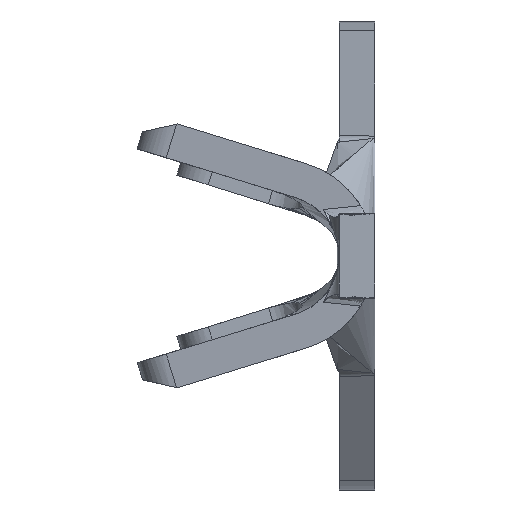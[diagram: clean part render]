
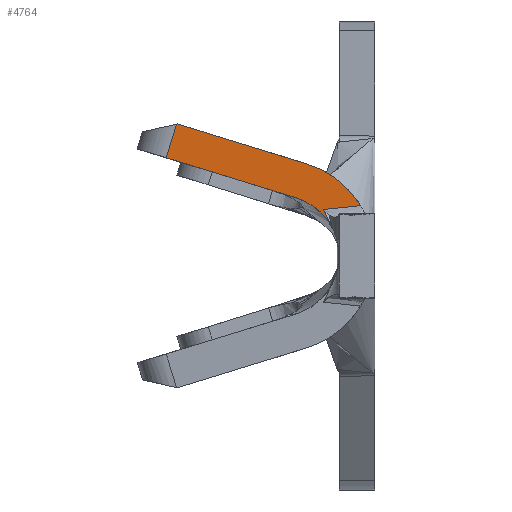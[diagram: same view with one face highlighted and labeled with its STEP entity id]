
A CAD part, left-side view. The second image highlights one B-rep face of the part: STEP entity #4764.
In plain terms, the highlighted planar face has unit normal (-0.996, 0.087, 0).
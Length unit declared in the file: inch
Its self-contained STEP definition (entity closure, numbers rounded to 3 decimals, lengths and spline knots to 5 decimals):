
#39 = CARTESIAN_POINT ( 'NONE',  ( -0.69308, 0.0219, 0.03704 ) ) ;
#136 = VERTEX_POINT ( 'NONE', #2216 ) ;
#283 = LINE ( 'NONE', #5640, #6318 ) ;
#655 = CARTESIAN_POINT ( 'NONE',  ( -0.69158, 0.03911, 0.03516 ) ) ;
#680 = CARTESIAN_POINT ( 'NONE',  ( -0.69333, 0.01913, 0.03728 ) ) ;
#715 = CARTESIAN_POINT ( 'NONE',  ( -0.67971, 0.17476, 0.09427 ) ) ;
#761 = FACE_OUTER_BOUND ( 'NONE', #2454, .T. ) ;
#1106 = CARTESIAN_POINT ( 'NONE',  ( -0.692, 0.03424, 0.02537 ) ) ;
#1244 = CARTESIAN_POINT ( 'NONE',  ( -0.695, 0., -0.1 ) ) ;
#1282 = CARTESIAN_POINT ( 'NONE',  ( -0.69382, 0.0135, 0.03775 ) ) ;
#1370 = CARTESIAN_POINT ( 'NONE',  ( -0.69049, 0.05152, 0.06977 ) ) ;
#1423 = LINE ( 'NONE', #715, #6036 ) ;
#1482 =( BOUNDED_CURVE ( )  B_SPLINE_CURVE ( 3, ( #3894, #7246, #1597, #5642 ),
 .UNSPECIFIED., .F., .T. ) 
 B_SPLINE_CURVE_WITH_KNOTS ( ( 4, 4 ),
 ( 3.603, 4.4137 ),
 .UNSPECIFIED. ) 
 CURVE ( )  GEOMETRIC_REPRESENTATION_ITEM ( )  RATIONAL_B_SPLINE_CURVE ( ( 1., 0.946, 0.946, 1. ) ) 
 REPRESENTATION_ITEM ( '' )  );
#1597 = CARTESIAN_POINT ( 'NONE',  ( -0.69087, 0.04725, 0.0402 ) ) ;
#1843 = DIRECTION ( 'NONE',  ( 0.087, 0.996, 0. ) ) ;
#1855 = CARTESIAN_POINT ( 'NONE',  ( -0.69178, 0.03684, 0.03545 ) ) ;
#2175 = DIRECTION ( 'NONE',  ( 0.026, 0.294, -0.955 ) ) ;
#2187 = VERTEX_POINT ( 'NONE', #6617 ) ;
#2216 = CARTESIAN_POINT ( 'NONE',  ( -0.68186, 0.15023, 0.09988 ) ) ;
#2336 = DIRECTION ( 'NONE',  ( 0.083, 0.952, 0.293 ) ) ;
#2339 = ORIENTED_EDGE ( 'NONE', *, *, #4484, .T. ) ;
#2430 = CARTESIAN_POINT ( 'NONE',  ( -0.69217, 0.03233, 0.036 ) ) ;
#2454 = EDGE_LOOP ( 'NONE', ( #4946, #5481, #5509, #3855, #5007, #5093, #2339, #5157 ) ) ;
#2541 = CARTESIAN_POINT ( 'NONE',  ( -0.69406, 0.01069, 0.03804 ) ) ;
#2621 = DIRECTION ( 'NONE',  ( -0.085, -0.971, 0.222 ) ) ;
#2699 = VECTOR ( 'NONE', #6039, 39.37008 ) ;
#2829 = CARTESIAN_POINT ( 'NONE',  ( -0.69222, 0.03181, 0.02048 ) ) ;
#2953 = VERTEX_POINT ( 'NONE', #6630 ) ;
#3013 = CARTESIAN_POINT ( 'NONE',  ( -0.69257, 0.02781, 0.03649 ) ) ;
#3257 = CARTESIAN_POINT ( 'NONE',  ( -0.6898, 0.05946, 0.04396 ) ) ;
#3439 = CARTESIAN_POINT ( 'NONE',  ( -0.69158, 0.03911, 0.03516 ) ) ;
#3558 = VERTEX_POINT ( 'NONE', #2829 ) ;
#3582 = CARTESIAN_POINT ( 'NONE',  ( -0.69296, 0.02329, 0.03691 ) ) ;
#3687 = EDGE_CURVE ( 'NONE', #6637, #6726, #5870, .T. ) ;
#3855 = ORIENTED_EDGE ( 'NONE', *, *, #6015, .F. ) ;
#3894 = CARTESIAN_POINT ( 'NONE',  ( -0.69222, 0.03181, 0.02048 ) ) ;
#3902 = CARTESIAN_POINT ( 'NONE',  ( -0.68117, 0.1581, 0.07433 ) ) ;
#4176 = CARTESIAN_POINT ( 'NONE',  ( -0.69321, 0.02051, 0.03716 ) ) ;
#4484 = EDGE_CURVE ( 'NONE', #136, #6726, #283, .T. ) ;
#4504 =( BOUNDED_CURVE ( )  B_SPLINE_CURVE ( 3, ( #7070, #5432, #5998, #2541 ),
 .UNSPECIFIED., .F., .T. ) 
 B_SPLINE_CURVE_WITH_KNOTS ( ( 4, 4 ),
 ( 1.86948, 2.59351 ),
 .UNSPECIFIED. ) 
 CURVE ( )  GEOMETRIC_REPRESENTATION_ITEM ( )  RATIONAL_B_SPLINE_CURVE ( ( 1., 0.957, 0.957, 1. ) ) 
 REPRESENTATION_ITEM ( '' )  );
#4557 = AXIS2_PLACEMENT_3D ( 'NONE', #1244, #5313, #1843 ) ;
#4650 = CARTESIAN_POINT ( 'NONE',  ( -0.69164, 0.03835, 0.03526 ) ) ;
#4743 = PLANE ( 'NONE',  #4557 ) ;
#4748 = B_SPLINE_CURVE_WITH_KNOTS ( 'NONE', 3,
 ( #5188, #1106, #6869, #3439 ),
 .UNSPECIFIED., .F., .F.,
 ( 4, 4 ),
 ( 0., 0.00042 ),
 .UNSPECIFIED. ) ;
#4764 = ADVANCED_FACE ( 'NONE', ( #761 ), #4743, .F. ) ;
#4782 = CARTESIAN_POINT ( 'NONE',  ( -0.69357, 0.01631, 0.03752 ) ) ;
#4887 = EDGE_CURVE ( 'NONE', #136, #2187, #1423, .T. ) ;
#4946 = ORIENTED_EDGE ( 'NONE', *, *, #7100, .F. ) ;
#5007 = ORIENTED_EDGE ( 'NONE', *, *, #5264, .F. ) ;
#5093 = ORIENTED_EDGE ( 'NONE', *, *, #4887, .F. ) ;
#5157 = ORIENTED_EDGE ( 'NONE', *, *, #3687, .F. ) ;
#5188 = CARTESIAN_POINT ( 'NONE',  ( -0.69222, 0.03181, 0.02048 ) ) ;
#5264 = EDGE_CURVE ( 'NONE', #2187, #6016, #7206, .T. ) ;
#5313 = DIRECTION ( 'NONE',  ( 0.996, -0.087, 0. ) ) ;
#5326 = CARTESIAN_POINT ( 'NONE',  ( -0.69171, 0.0376, 0.03536 ) ) ;
#5350 = CARTESIAN_POINT ( 'NONE',  ( -0.69406, 0.01069, 0.03804 ) ) ;
#5432 = CARTESIAN_POINT ( 'NONE',  ( -0.692, 0.0343, 0.06447 ) ) ;
#5476 = CARTESIAN_POINT ( 'NONE',  ( -0.69052, 0.05116, 0.06966 ) ) ;
#5481 = ORIENTED_EDGE ( 'NONE', *, *, #6780, .T. ) ;
#5509 = ORIENTED_EDGE ( 'NONE', *, *, #6404, .T. ) ;
#5522 = VECTOR ( 'NONE', #2336, 39.37008 ) ;
#5640 = CARTESIAN_POINT ( 'NONE',  ( -0.67809, 0.19331, -0.04003 ) ) ;
#5642 = CARTESIAN_POINT ( 'NONE',  ( -0.6898, 0.05946, 0.04396 ) ) ;
#5870 = LINE ( 'NONE', #6374, #5522 ) ;
#5893 = CARTESIAN_POINT ( 'NONE',  ( -0.69197, 0.03459, 0.03574 ) ) ;
#5998 = CARTESIAN_POINT ( 'NONE',  ( -0.69324, 0.02008, 0.05341 ) ) ;
#6015 = EDGE_CURVE ( 'NONE', #6016, #2953, #4504, .T. ) ;
#6016 = VERTEX_POINT ( 'NONE', #1370 ) ;
#6036 = VECTOR ( 'NONE', #2621, 39.37008 ) ;
#6039 = DIRECTION ( 'NONE',  ( -0.083, -0.952, -0.293 ) ) ;
#6240 = VERTEX_POINT ( 'NONE', #6809 ) ;
#6318 = VECTOR ( 'NONE', #2175, 39.37008 ) ;
#6374 = CARTESIAN_POINT ( 'NONE',  ( -0.68983, 0.05905, 0.04384 ) ) ;
#6404 = EDGE_CURVE ( 'NONE', #6240, #2953, #6609, .T. ) ;
#6468 = CARTESIAN_POINT ( 'NONE',  ( -0.69237, 0.03007, 0.03624 ) ) ;
#6609 = B_SPLINE_CURVE_WITH_KNOTS ( 'NONE', 3,
 ( #655, #4650, #5326, #1855, #5893, #2430, #6468, #3013, #6999, #3582, #39, #4176, #680, #4782, #1282, #5350 ),
 .UNSPECIFIED., .F., .F.,
 ( 4, 3, 3, 3, 3, 4 ),
 ( 0.00009, 0.00015, 0.00033, 0.0005, 0.00061, 0.00082 ),
 .UNSPECIFIED. ) ;
#6617 = CARTESIAN_POINT ( 'NONE',  ( -0.6819, 0.14971, 0.1 ) ) ;
#6630 = CARTESIAN_POINT ( 'NONE',  ( -0.69406, 0.01069, 0.03804 ) ) ;
#6637 = VERTEX_POINT ( 'NONE', #3257 ) ;
#6726 = VERTEX_POINT ( 'NONE', #3902 ) ;
#6780 = EDGE_CURVE ( 'NONE', #3558, #6240, #4748, .T. ) ;
#6809 = CARTESIAN_POINT ( 'NONE',  ( -0.69158, 0.03911, 0.03516 ) ) ;
#6869 = CARTESIAN_POINT ( 'NONE',  ( -0.69179, 0.03668, 0.03026 ) ) ;
#6999 = CARTESIAN_POINT ( 'NONE',  ( -0.69276, 0.02555, 0.03671 ) ) ;
#7070 = CARTESIAN_POINT ( 'NONE',  ( -0.69049, 0.05152, 0.06977 ) ) ;
#7100 = EDGE_CURVE ( 'NONE', #3558, #6637, #1482, .T. ) ;
#7206 = LINE ( 'NONE', #5476, #2699 ) ;
#7246 = CARTESIAN_POINT ( 'NONE',  ( -0.69172, 0.0375, 0.03193 ) ) ;
